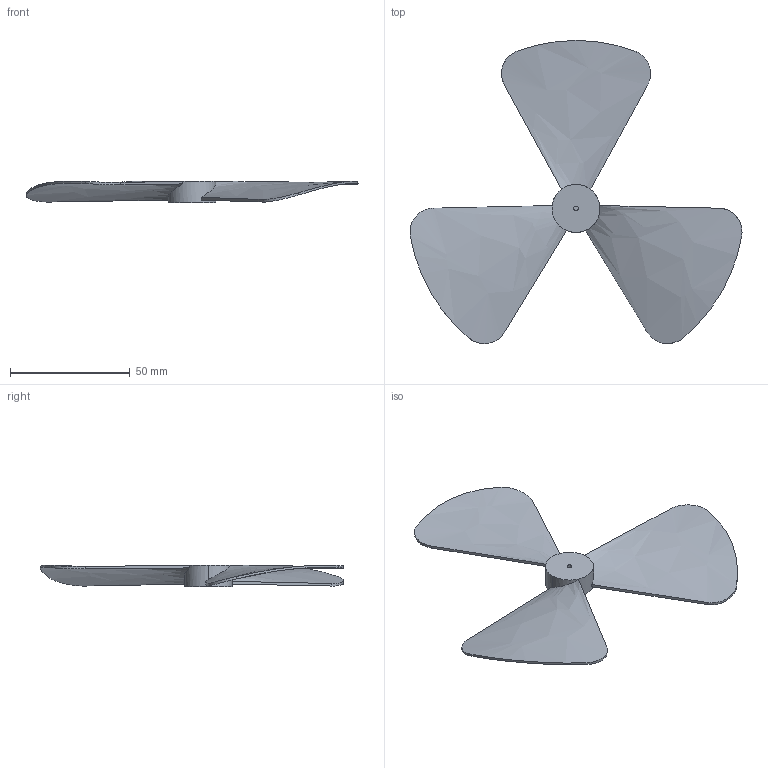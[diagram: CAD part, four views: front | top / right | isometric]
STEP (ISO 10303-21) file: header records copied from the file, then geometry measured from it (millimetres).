
FILE_DESCRIPTION(/* description */ (''),/* implementation_level */ '2;1');
FILE_NAME(/* name */ 'blade_plus v8.step',/* time_stamp */ '2025-05-12T21:08:36+08:00',/* author */ (''),/* organization */ (''),/* preprocessor_version */ 'ST-DEVELOPER v20.1',/* originating_system */ 'Autodesk Translation Framework v14.4.0.0',/* authorisation */ '');
FILE_SCHEMA (('AUTOMOTIVE_DESIGN { 1 0 10303 214 3 1 1 }'));
Length unit declared in the file: millimetre
Products named in the file (1): blade_plus
Bounding box: 138.36 x 126.31 x 9.05 mm (x, y, z)
Volume: 10388.8 mm3; surface area: 17217.1 mm2
Topology: 1 solids, 1 shells, 30 faces, 84 edges, 57 vertices
Faces by surface type: cylinder 12, plane 12, bspline 6
Full cylindrical faces by diameter (mm): 2 x1, 20 x1
Entity records: 1291 total; most frequent: CARTESIAN_POINT 559, ORIENTED_EDGE 168, DIRECTION 106, EDGE_CURVE 84, VERTEX_POINT 57, LINE 42, VECTOR 42, B_SPLINE_CURVE_WITH_KNOTS 35
